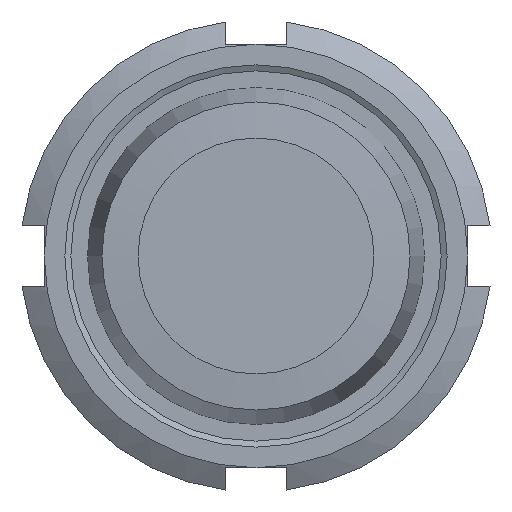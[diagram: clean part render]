
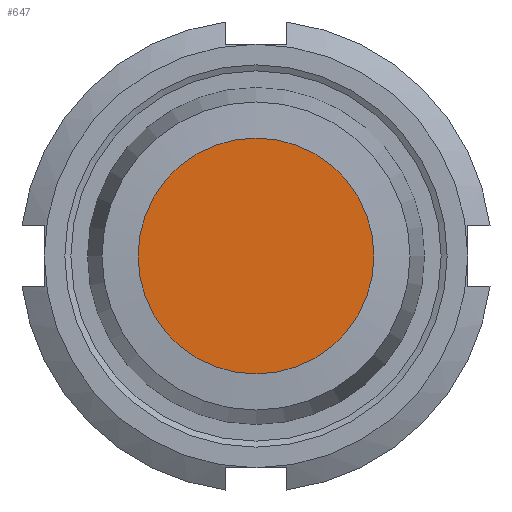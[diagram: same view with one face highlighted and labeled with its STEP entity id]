
A CAD part, front view. The second image highlights one B-rep face of the part: STEP entity #647.
In plain terms, the highlighted planar face has unit normal (0, -1, 0).
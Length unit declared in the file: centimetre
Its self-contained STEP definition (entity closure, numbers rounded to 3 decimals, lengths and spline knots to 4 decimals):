
#200=FACE_OUTER_BOUND('',#258,.T.);
#258=EDGE_LOOP('',(#586));
#290=CIRCLE('',#722,1.95);
#346=VERTEX_POINT('',#1130);
#426=EDGE_CURVE('',#346,#346,#290,.T.);
#586=ORIENTED_EDGE('',*,*,#426,.T.);
#605=PLANE('',#723);
#647=ADVANCED_FACE('',(#200),#605,.T.);
#722=AXIS2_PLACEMENT_3D('',#1131,#886,#887);
#723=AXIS2_PLACEMENT_3D('',#1132,#888,#889);
#886=DIRECTION('center_axis',(0.,-1.,0.));
#887=DIRECTION('ref_axis',(1.,0.,0.));
#888=DIRECTION('center_axis',(0.,-1.,0.));
#889=DIRECTION('ref_axis',(0.,0.,-1.));
#1130=CARTESIAN_POINT('',(1.95,0.,0.));
#1131=CARTESIAN_POINT('Origin',(0.,0.,0.));
#1132=CARTESIAN_POINT('Origin',(1.81,0.,0.));
